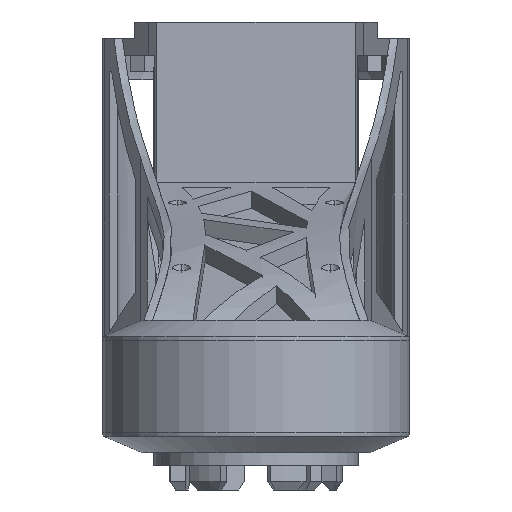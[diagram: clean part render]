
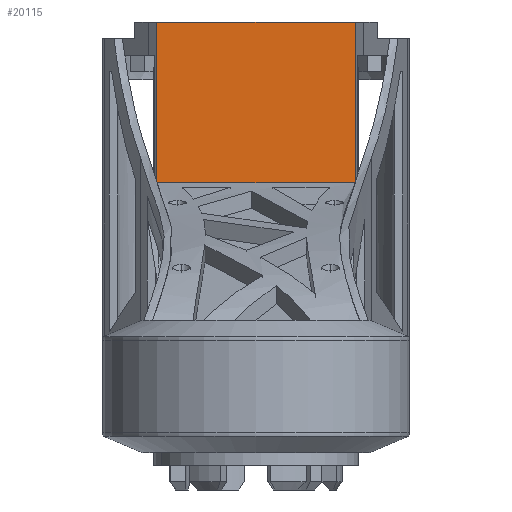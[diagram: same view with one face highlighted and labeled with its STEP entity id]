
A CAD part, front view. The second image highlights one B-rep face of the part: STEP entity #20115.
In plain terms, the highlighted face is planar.
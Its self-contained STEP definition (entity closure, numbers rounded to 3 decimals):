
#492 = EDGE_CURVE ( 'NONE', #24574, #17340, #2748, .T. ) ;
#616 = CARTESIAN_POINT ( 'NONE',  ( 35., 21.583, -57.643 ) ) ;
#1023 = DIRECTION ( 'NONE',  ( 0., 0., -1. ) ) ;
#1457 = VECTOR ( 'NONE', #19087, 1000. ) ;
#1684 = CARTESIAN_POINT ( 'NONE',  ( 5.493, -2.001, -57.643 ) ) ;
#2511 = CARTESIAN_POINT ( 'NONE',  ( 5.493, 41., -57.643 ) ) ;
#2748 = LINE ( 'NONE', #616, #3917 ) ;
#2863 = VERTEX_POINT ( 'NONE', #2511 ) ;
#3917 = VECTOR ( 'NONE', #23801, 1000. ) ;
#5920 = EDGE_CURVE ( 'NONE', #24574, #8264, #23000, .T. ) ;
#5942 = LINE ( 'NONE', #19307, #15325 ) ;
#8264 = VERTEX_POINT ( 'NONE', #17242 ) ;
#9046 = EDGE_CURVE ( 'NONE', #8264, #2863, #5942, .T. ) ;
#9311 = AXIS2_PLACEMENT_3D ( 'NONE', #18277, #1023, #19917 ) ;
#10080 = VECTOR ( 'NONE', #16817, 1000. ) ;
#11612 = DIRECTION ( 'NONE',  ( -1., 0., 0. ) ) ;
#12192 = ORIENTED_EDGE ( 'NONE', *, *, #18951, .F. ) ;
#12233 = FACE_OUTER_BOUND ( 'NONE', #24566, .T. ) ;
#12917 = CARTESIAN_POINT ( 'NONE',  ( 5.493, 21.583, -57.643 ) ) ;
#15325 = VECTOR ( 'NONE', #11612, 1000. ) ;
#16055 = ORIENTED_EDGE ( 'NONE', *, *, #492, .T. ) ;
#16519 = PLANE ( 'NONE',  #9311 ) ;
#16817 = DIRECTION ( 'NONE',  ( 0., -1., 0. ) ) ;
#17242 = CARTESIAN_POINT ( 'NONE',  ( 29.507, 41., -57.643 ) ) ;
#17340 = VERTEX_POINT ( 'NONE', #12917 ) ;
#17343 = ORIENTED_EDGE ( 'NONE', *, *, #5920, .F. ) ;
#18277 = CARTESIAN_POINT ( 'NONE',  ( 35., 0., -57.643 ) ) ;
#18951 = EDGE_CURVE ( 'NONE', #2863, #17340, #24511, .T. ) ;
#19087 = DIRECTION ( 'NONE',  ( 0., 1., 0. ) ) ;
#19307 = CARTESIAN_POINT ( 'NONE',  ( 0., 41., -57.643 ) ) ;
#19917 = DIRECTION ( 'NONE',  ( 0., 1., 0. ) ) ;
#20115 = ADVANCED_FACE ( 'NONE', ( #12233 ), #16519, .T. ) ;
#21411 = CARTESIAN_POINT ( 'NONE',  ( 29.507, 21.583, -57.643 ) ) ;
#23000 = LINE ( 'NONE', #24538, #1457 ) ;
#23387 = ORIENTED_EDGE ( 'NONE', *, *, #9046, .F. ) ;
#23801 = DIRECTION ( 'NONE',  ( -1., 0., 0. ) ) ;
#24511 = LINE ( 'NONE', #1684, #10080 ) ;
#24538 = CARTESIAN_POINT ( 'NONE',  ( 29.507, -2.001, -57.643 ) ) ;
#24566 = EDGE_LOOP ( 'NONE', ( #23387, #17343, #16055, #12192 ) ) ;
#24574 = VERTEX_POINT ( 'NONE', #21411 ) ;
